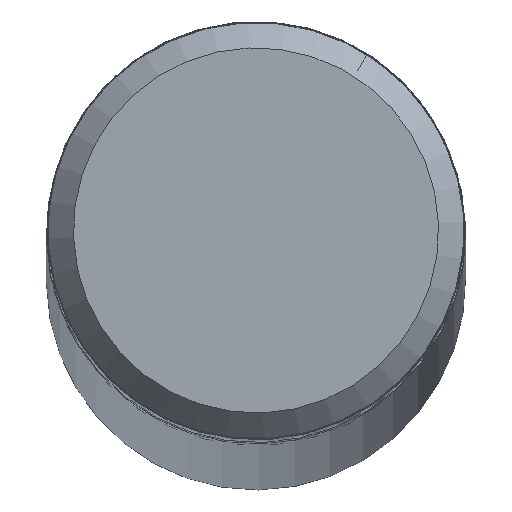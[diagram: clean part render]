
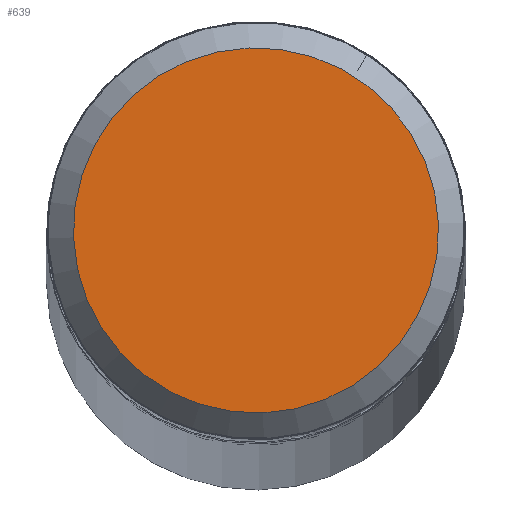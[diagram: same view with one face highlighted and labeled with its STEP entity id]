
A CAD part, top view. The second image highlights one B-rep face of the part: STEP entity #639.
In plain terms, the highlighted planar face has unit normal (0, 0, 1).
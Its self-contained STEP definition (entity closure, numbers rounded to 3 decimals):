
#124=PLANE('',#810);
#240=ORIENTED_EDGE('',*,*,#326,.F.);
#326=EDGE_CURVE('',#378,#378,#428,.T.);
#378=VERTEX_POINT('',#4746);
#428=CIRCLE('',#809,1.4);
#486=EDGE_LOOP('',(#240));
#560=FACE_BOUND('',#486,.T.);
#639=ADVANCED_FACE('',(#560),#124,.F.);
#809=AXIS2_PLACEMENT_3D('',#4745,#967,#968);
#810=AXIS2_PLACEMENT_3D('',#4747,#969,#970);
#967=DIRECTION('',(0.,0.,-1.));
#968=DIRECTION('',(1.,0.,0.));
#969=DIRECTION('',(0.,0.,-1.));
#970=DIRECTION('',(-1.,0.,0.));
#4745=CARTESIAN_POINT('',(0.,0.,1.001));
#4746=CARTESIAN_POINT('',(1.4,0.,1.001));
#4747=CARTESIAN_POINT('',(0.,0.,1.001));
